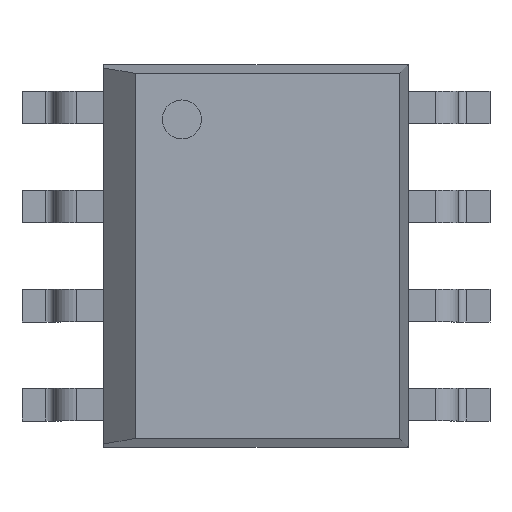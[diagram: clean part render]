
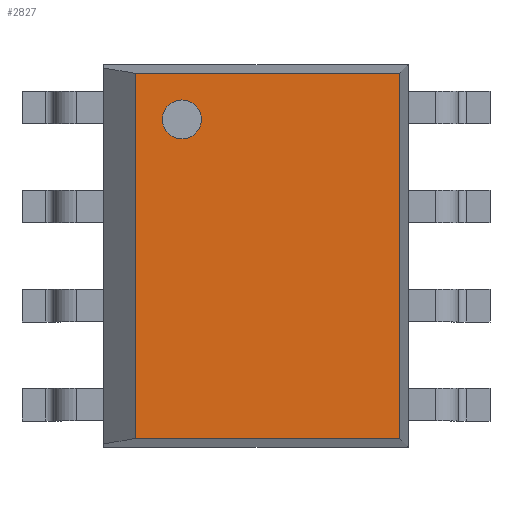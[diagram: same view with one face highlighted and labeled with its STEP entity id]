
A CAD part, top view. The second image highlights one B-rep face of the part: STEP entity #2827.
In plain terms, the highlighted planar face has unit normal (0, 0, 1).
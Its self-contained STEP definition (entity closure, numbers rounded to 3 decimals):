
#12 = CARTESIAN_POINT ( 'NONE',  ( -0.7, 1.75, 1.55 ) ) ;
#44 = AXIS2_PLACEMENT_3D ( 'NONE', #3204, #2383, #5431 ) ;
#63 = VERTEX_POINT ( 'NONE', #5241 ) ;
#187 = PLANE ( 'NONE',  #5497 ) ;
#210 = DIRECTION ( 'NONE',  ( 0., -1., 0. ) ) ;
#236 = EDGE_CURVE ( 'NONE', #5366, #1495, #645, .T. ) ;
#645 = LINE ( 'NONE', #5182, #1946 ) ;
#830 = DIRECTION ( 'NONE',  ( -1., 0., 0. ) ) ;
#1037 = CARTESIAN_POINT ( 'NONE',  ( 1.95, -2.34, 1.55 ) ) ;
#1074 = CARTESIAN_POINT ( 'NONE',  ( -0.95, 1.75, 1.55 ) ) ;
#1231 = LINE ( 'NONE', #4107, #3766 ) ;
#1295 = CARTESIAN_POINT ( 'NONE',  ( -1.55, -2.34, 1.55 ) ) ;
#1350 = ORIENTED_EDGE ( 'NONE', *, *, #4067, .T. ) ;
#1466 = CIRCLE ( 'NONE', #3057, 0.25 ) ;
#1495 = VERTEX_POINT ( 'NONE', #5270 ) ;
#1643 = ORIENTED_EDGE ( 'NONE', *, *, #2310, .T. ) ;
#1668 = ORIENTED_EDGE ( 'NONE', *, *, #5333, .F. ) ;
#1799 = VECTOR ( 'NONE', #2055, 1000. ) ;
#1846 = FACE_OUTER_BOUND ( 'NONE', #3558, .T. ) ;
#1946 = VECTOR ( 'NONE', #830, 1000. ) ;
#2055 = DIRECTION ( 'NONE',  ( 0., 1., 0. ) ) ;
#2310 = EDGE_CURVE ( 'NONE', #3351, #3493, #4489, .T. ) ;
#2383 = DIRECTION ( 'NONE',  ( 0., 0., 1. ) ) ;
#2668 = ORIENTED_EDGE ( 'NONE', *, *, #5250, .F. ) ;
#2718 = DIRECTION ( 'NONE',  ( 1., 0., 0. ) ) ;
#2773 = DIRECTION ( 'NONE',  ( 1., 0., 0. ) ) ;
#2827 = ADVANCED_FACE ( 'NONE', ( #5580, #1846 ), #187, .T. ) ;
#3057 = AXIS2_PLACEMENT_3D ( 'NONE', #1074, #4540, #5074 ) ;
#3204 = CARTESIAN_POINT ( 'NONE',  ( -0.95, 1.75, 1.55 ) ) ;
#3351 = VERTEX_POINT ( 'NONE', #1295 ) ;
#3355 = VECTOR ( 'NONE', #2718, 1000. ) ;
#3493 = VERTEX_POINT ( 'NONE', #4596 ) ;
#3558 = EDGE_LOOP ( 'NONE', ( #4409, #1350, #1643, #4612 ) ) ;
#3766 = VECTOR ( 'NONE', #210, 1000. ) ;
#3829 = VERTEX_POINT ( 'NONE', #12 ) ;
#4067 = EDGE_CURVE ( 'NONE', #1495, #3351, #1231, .T. ) ;
#4107 = CARTESIAN_POINT ( 'NONE',  ( -1.55, -2.34, 1.55 ) ) ;
#4115 = LINE ( 'NONE', #4261, #1799 ) ;
#4261 = CARTESIAN_POINT ( 'NONE',  ( 1.84, 2.45, 1.55 ) ) ;
#4352 = EDGE_LOOP ( 'NONE', ( #2668, #1668 ) ) ;
#4409 = ORIENTED_EDGE ( 'NONE', *, *, #236, .T. ) ;
#4483 = CARTESIAN_POINT ( 'NONE',  ( -1.95, -2.45, 1.55 ) ) ;
#4489 = LINE ( 'NONE', #1037, #3355 ) ;
#4540 = DIRECTION ( 'NONE',  ( 0., 0., 1. ) ) ;
#4595 = CARTESIAN_POINT ( 'NONE',  ( 1.84, 2.34, 1.55 ) ) ;
#4596 = CARTESIAN_POINT ( 'NONE',  ( 1.84, -2.34, 1.55 ) ) ;
#4612 = ORIENTED_EDGE ( 'NONE', *, *, #5505, .T. ) ;
#4936 = CIRCLE ( 'NONE', #44, 0.25 ) ;
#5074 = DIRECTION ( 'NONE',  ( 1., 0., 0. ) ) ;
#5182 = CARTESIAN_POINT ( 'NONE',  ( -1.95, 2.34, 1.55 ) ) ;
#5241 = CARTESIAN_POINT ( 'NONE',  ( -1.2, 1.75, 1.55 ) ) ;
#5250 = EDGE_CURVE ( 'NONE', #3829, #63, #4936, .T. ) ;
#5270 = CARTESIAN_POINT ( 'NONE',  ( -1.55, 2.34, 1.55 ) ) ;
#5333 = EDGE_CURVE ( 'NONE', #63, #3829, #1466, .T. ) ;
#5366 = VERTEX_POINT ( 'NONE', #4595 ) ;
#5372 = DIRECTION ( 'NONE',  ( 0., 0., 1. ) ) ;
#5431 = DIRECTION ( 'NONE',  ( 1., 0., 0. ) ) ;
#5497 = AXIS2_PLACEMENT_3D ( 'NONE', #4483, #5372, #2773 ) ;
#5505 = EDGE_CURVE ( 'NONE', #3493, #5366, #4115, .T. ) ;
#5580 = FACE_BOUND ( 'NONE', #4352, .T. ) ;
